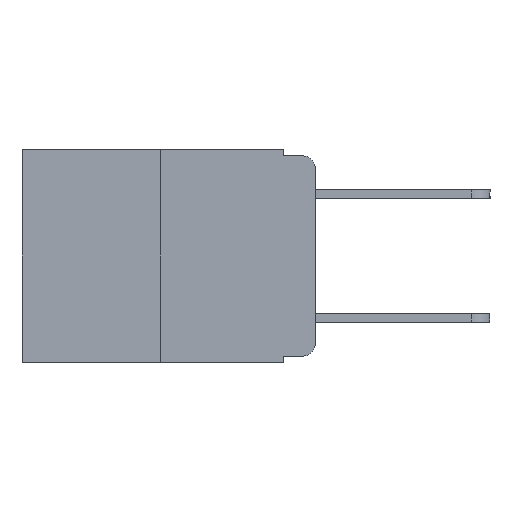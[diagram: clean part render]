
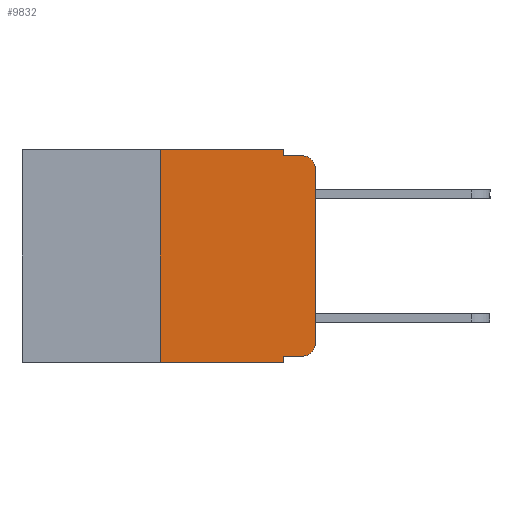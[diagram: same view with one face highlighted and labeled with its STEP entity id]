
A CAD part, left-side view. The second image highlights one B-rep face of the part: STEP entity #9832.
In plain terms, the highlighted planar face has unit normal (-1, 0, 0).
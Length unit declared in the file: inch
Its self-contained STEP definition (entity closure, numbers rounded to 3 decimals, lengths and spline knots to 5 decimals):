
#272 = LINE ( 'NONE', #10408, #10858 ) ;
#332 = ORIENTED_EDGE ( 'NONE', *, *, #3413, .F. ) ;
#459 = ORIENTED_EDGE ( 'NONE', *, *, #12814, .F. ) ;
#466 = ORIENTED_EDGE ( 'NONE', *, *, #3391, .T. ) ;
#548 = VERTEX_POINT ( 'NONE', #5775 ) ;
#1172 = DIRECTION ( 'NONE',  ( 0., -1., 0. ) ) ;
#1395 = ORIENTED_EDGE ( 'NONE', *, *, #3456, .F. ) ;
#1490 = DIRECTION ( 'NONE',  ( 0., 0., -1. ) ) ;
#1744 = VERTEX_POINT ( 'NONE', #3892 ) ;
#1791 = ORIENTED_EDGE ( 'NONE', *, *, #2921, .T. ) ;
#2359 = CARTESIAN_POINT ( 'NONE',  ( 0., 0.25, 0. ) ) ;
#2420 = ORIENTED_EDGE ( 'NONE', *, *, #3348, .T. ) ;
#2486 = VERTEX_POINT ( 'NONE', #11803 ) ;
#2650 = CARTESIAN_POINT ( 'NONE',  ( 0., 0.473, 0. ) ) ;
#2884 = VERTEX_POINT ( 'NONE', #6021 ) ;
#2921 = EDGE_CURVE ( 'NONE', #5347, #8570, #11820, .T. ) ;
#3225 = ORIENTED_EDGE ( 'NONE', *, *, #3463, .F. ) ;
#3237 = CARTESIAN_POINT ( 'NONE',  ( 0., 0.051, -0.01 ) ) ;
#3280 = VERTEX_POINT ( 'NONE', #10042 ) ;
#3283 = CARTESIAN_POINT ( 'NONE',  ( 0., 0.25, -0.343 ) ) ;
#3348 = EDGE_CURVE ( 'NONE', #2884, #2486, #8479, .T. ) ;
#3378 = CARTESIAN_POINT ( 'NONE',  ( 0., 0.051, 0. ) ) ;
#3391 = EDGE_CURVE ( 'NONE', #2486, #548, #12998, .T. ) ;
#3413 = EDGE_CURVE ( 'NONE', #1744, #548, #9842, .T. ) ;
#3438 = EDGE_CURVE ( 'NONE', #3280, #1744, #6969, .T. ) ;
#3456 = EDGE_CURVE ( 'NONE', #5347, #10846, #3765, .T. ) ;
#3463 = EDGE_CURVE ( 'NONE', #5741, #8570, #11410, .T. ) ;
#3479 = EDGE_CURVE ( 'NONE', #5741, #5171, #272, .T. ) ;
#3496 = EDGE_CURVE ( 'NONE', #5171, #2884, #8340, .T. ) ;
#3534 = ORIENTED_EDGE ( 'NONE', *, *, #3479, .T. ) ;
#3765 = LINE ( 'NONE', #12033, #9209 ) ;
#3787 = PLANE ( 'NONE',  #11338 ) ;
#3892 = CARTESIAN_POINT ( 'NONE',  ( 0., 0.051, -0.01 ) ) ;
#3900 = ORIENTED_EDGE ( 'NONE', *, *, #3496, .T. ) ;
#3965 = VECTOR ( 'NONE', #8899, 39.37008 ) ;
#4504 = VECTOR ( 'NONE', #8638, 39.37008 ) ;
#4613 = AXIS2_PLACEMENT_3D ( 'NONE', #5040, #6231, #8463 ) ;
#4947 = DIRECTION ( 'NONE',  ( 1., 0., 0. ) ) ;
#4991 = CARTESIAN_POINT ( 'NONE',  ( 0., 0.02, -0.313 ) ) ;
#5040 = CARTESIAN_POINT ( 'NONE',  ( 0., 0.02, -0.03 ) ) ;
#5171 = VERTEX_POINT ( 'NONE', #11340 ) ;
#5347 = VERTEX_POINT ( 'NONE', #3283 ) ;
#5467 = DIRECTION ( 'NONE',  ( 0., 0., 1. ) ) ;
#5741 = VERTEX_POINT ( 'NONE', #9041 ) ;
#5775 = CARTESIAN_POINT ( 'NONE',  ( 0., 0.02, -0.01 ) ) ;
#5828 = ORIENTED_EDGE ( 'NONE', *, *, #3438, .F. ) ;
#6021 = CARTESIAN_POINT ( 'NONE',  ( 0., 0., -0.313 ) ) ;
#6231 = DIRECTION ( 'NONE',  ( -1., 0., 0. ) ) ;
#6364 = CARTESIAN_POINT ( 'NONE',  ( 0., 0., 0. ) ) ;
#6700 = CARTESIAN_POINT ( 'NONE',  ( 0., 0.473, 0. ) ) ;
#6969 = LINE ( 'NONE', #3378, #7253 ) ;
#7222 = LINE ( 'NONE', #6700, #9502 ) ;
#7253 = VECTOR ( 'NONE', #9089, 39.37008 ) ;
#8255 = DIRECTION ( 'NONE',  ( 0., -1., 0. ) ) ;
#8340 = CIRCLE ( 'NONE', #8686, 0.02 ) ;
#8463 = DIRECTION ( 'NONE',  ( 0., 0., -1. ) ) ;
#8479 = LINE ( 'NONE', #6364, #10719 ) ;
#8502 = FACE_OUTER_BOUND ( 'NONE', #12283, .T. ) ;
#8570 = VERTEX_POINT ( 'NONE', #12201 ) ;
#8638 = DIRECTION ( 'NONE',  ( 0., -1., 0. ) ) ;
#8686 = AXIS2_PLACEMENT_3D ( 'NONE', #4991, #12785, #1490 ) ;
#8899 = DIRECTION ( 'NONE',  ( 0., -1., 0. ) ) ;
#9041 = CARTESIAN_POINT ( 'NONE',  ( 0., 0.051, -0.333 ) ) ;
#9089 = DIRECTION ( 'NONE',  ( 0., 0., -1. ) ) ;
#9209 = VECTOR ( 'NONE', #5467, 39.37008 ) ;
#9502 = VECTOR ( 'NONE', #1172, 39.37008 ) ;
#9586 = DIRECTION ( 'NONE',  ( 0., 0., -1. ) ) ;
#9832 = ADVANCED_FACE ( 'NONE', ( #8502 ), #3787, .F. ) ;
#9842 = LINE ( 'NONE', #3237, #4504 ) ;
#10042 = CARTESIAN_POINT ( 'NONE',  ( 0., 0.051, 0. ) ) ;
#10408 = CARTESIAN_POINT ( 'NONE',  ( 0., 0.051, -0.333 ) ) ;
#10593 = CARTESIAN_POINT ( 'NONE',  ( 0., 0.051, 0. ) ) ;
#10719 = VECTOR ( 'NONE', #13108, 39.37008 ) ;
#10846 = VERTEX_POINT ( 'NONE', #2359 ) ;
#10858 = VECTOR ( 'NONE', #8255, 39.37008 ) ;
#11150 = VECTOR ( 'NONE', #9586, 39.37008 ) ;
#11338 = AXIS2_PLACEMENT_3D ( 'NONE', #2650, #4947, #11701 ) ;
#11340 = CARTESIAN_POINT ( 'NONE',  ( 0., 0.02, -0.333 ) ) ;
#11410 = LINE ( 'NONE', #10593, #11150 ) ;
#11701 = DIRECTION ( 'NONE',  ( 0., 0., -1. ) ) ;
#11803 = CARTESIAN_POINT ( 'NONE',  ( 0., 0., -0.03 ) ) ;
#11820 = LINE ( 'NONE', #13130, #3965 ) ;
#12033 = CARTESIAN_POINT ( 'NONE',  ( 0., 0.25, 0. ) ) ;
#12201 = CARTESIAN_POINT ( 'NONE',  ( 0., 0.051, -0.343 ) ) ;
#12283 = EDGE_LOOP ( 'NONE', ( #2420, #466, #332, #5828, #459, #1395, #1791, #3225, #3534, #3900 ) ) ;
#12785 = DIRECTION ( 'NONE',  ( -1., 0., 0. ) ) ;
#12814 = EDGE_CURVE ( 'NONE', #10846, #3280, #7222, .T. ) ;
#12998 = CIRCLE ( 'NONE', #4613, 0.02 ) ;
#13108 = DIRECTION ( 'NONE',  ( 0., 0., 1. ) ) ;
#13130 = CARTESIAN_POINT ( 'NONE',  ( 0., 0.473, -0.343 ) ) ;
